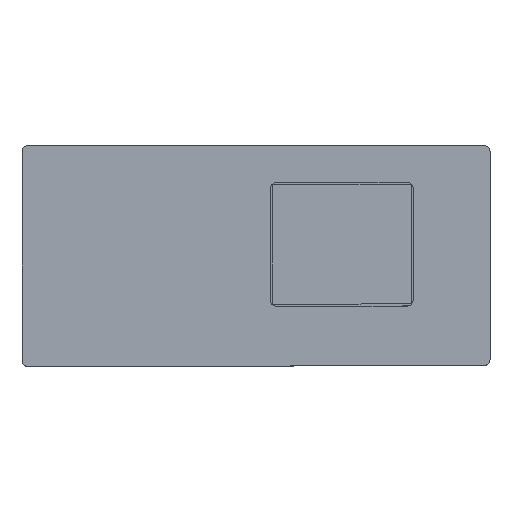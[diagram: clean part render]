
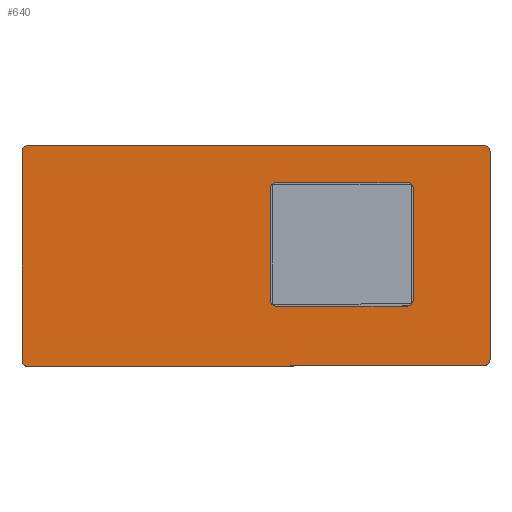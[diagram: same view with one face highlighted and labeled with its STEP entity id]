
A CAD part, top view. The second image highlights one B-rep face of the part: STEP entity #640.
In plain terms, the highlighted planar face has unit normal (0, 0, 1).
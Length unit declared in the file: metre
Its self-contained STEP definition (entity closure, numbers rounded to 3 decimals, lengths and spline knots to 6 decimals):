
#24=CIRCLE('',#691,0.003);
#25=CIRCLE('',#692,0.003);
#26=CIRCLE('',#693,0.003);
#27=CIRCLE('',#694,0.003);
#28=CIRCLE('',#695,0.003);
#29=CIRCLE('',#696,0.003);
#30=CIRCLE('',#697,0.003);
#31=CIRCLE('',#698,0.003);
#40=ORIENTED_EDGE('',*,*,#228,.F.);
#41=ORIENTED_EDGE('',*,*,#229,.T.);
#42=ORIENTED_EDGE('',*,*,#230,.F.);
#43=ORIENTED_EDGE('',*,*,#231,.T.);
#44=ORIENTED_EDGE('',*,*,#232,.F.);
#45=ORIENTED_EDGE('',*,*,#233,.T.);
#46=ORIENTED_EDGE('',*,*,#234,.F.);
#47=ORIENTED_EDGE('',*,*,#235,.T.);
#48=ORIENTED_EDGE('',*,*,#236,.T.);
#49=ORIENTED_EDGE('',*,*,#237,.T.);
#50=ORIENTED_EDGE('',*,*,#238,.T.);
#51=ORIENTED_EDGE('',*,*,#239,.T.);
#52=ORIENTED_EDGE('',*,*,#240,.T.);
#53=ORIENTED_EDGE('',*,*,#241,.T.);
#54=ORIENTED_EDGE('',*,*,#242,.T.);
#55=ORIENTED_EDGE('',*,*,#243,.T.);
#228=EDGE_CURVE('',#322,#323,#383,.T.);
#229=EDGE_CURVE('',#322,#324,#24,.T.);
#230=EDGE_CURVE('',#325,#324,#384,.T.);
#231=EDGE_CURVE('',#325,#326,#25,.T.);
#232=EDGE_CURVE('',#327,#326,#385,.T.);
#233=EDGE_CURVE('',#327,#328,#26,.T.);
#234=EDGE_CURVE('',#329,#328,#386,.T.);
#235=EDGE_CURVE('',#329,#323,#27,.T.);
#236=EDGE_CURVE('',#330,#331,#387,.T.);
#237=EDGE_CURVE('',#331,#332,#28,.F.);
#238=EDGE_CURVE('',#332,#333,#388,.T.);
#239=EDGE_CURVE('',#333,#334,#29,.F.);
#240=EDGE_CURVE('',#334,#335,#389,.T.);
#241=EDGE_CURVE('',#335,#336,#30,.F.);
#242=EDGE_CURVE('',#336,#337,#390,.T.);
#243=EDGE_CURVE('',#337,#330,#31,.F.);
#322=VERTEX_POINT('',#930);
#323=VERTEX_POINT('',#931);
#324=VERTEX_POINT('',#933);
#325=VERTEX_POINT('',#935);
#326=VERTEX_POINT('',#937);
#327=VERTEX_POINT('',#939);
#328=VERTEX_POINT('',#941);
#329=VERTEX_POINT('',#943);
#330=VERTEX_POINT('',#946);
#331=VERTEX_POINT('',#947);
#332=VERTEX_POINT('',#949);
#333=VERTEX_POINT('',#951);
#334=VERTEX_POINT('',#953);
#335=VERTEX_POINT('',#955);
#336=VERTEX_POINT('',#957);
#337=VERTEX_POINT('',#959);
#383=LINE('',#929,#459);
#384=LINE('',#934,#460);
#385=LINE('',#938,#461);
#386=LINE('',#942,#462);
#387=LINE('',#945,#463);
#388=LINE('',#950,#464);
#389=LINE('',#954,#465);
#390=LINE('',#958,#466);
#459=VECTOR('',#747,1.);
#460=VECTOR('',#750,1.);
#461=VECTOR('',#753,1.);
#462=VECTOR('',#756,1.);
#463=VECTOR('',#759,1.);
#464=VECTOR('',#762,1.);
#465=VECTOR('',#765,1.);
#466=VECTOR('',#768,1.);
#535=EDGE_LOOP('',(#40,#41,#42,#43,#44,#45,#46,#47));
#536=EDGE_LOOP('',(#48,#49,#50,#51,#52,#53,#54,#55));
#574=FACE_BOUND('',#535,.T.);
#575=FACE_BOUND('',#536,.T.);
#613=PLANE('',#690);
#640=ADVANCED_FACE('',(#574,#575),#613,.T.);
#690=AXIS2_PLACEMENT_3D('',#928,#745,#746);
#691=AXIS2_PLACEMENT_3D('',#932,#748,#749);
#692=AXIS2_PLACEMENT_3D('',#936,#751,#752);
#693=AXIS2_PLACEMENT_3D('',#940,#754,#755);
#694=AXIS2_PLACEMENT_3D('',#944,#757,#758);
#695=AXIS2_PLACEMENT_3D('',#948,#760,#761);
#696=AXIS2_PLACEMENT_3D('',#952,#763,#764);
#697=AXIS2_PLACEMENT_3D('',#956,#766,#767);
#698=AXIS2_PLACEMENT_3D('',#960,#769,#770);
#745=DIRECTION('',(0.,0.,1.));
#746=DIRECTION('',(1.,0.,0.));
#747=DIRECTION('',(-1.,-0.002,0.));
#748=DIRECTION('',(0.,0.,1.));
#749=DIRECTION('',(1.,0.,0.));
#750=DIRECTION('',(0.,-1.,0.));
#751=DIRECTION('',(0.,0.,1.));
#752=DIRECTION('',(1.,0.,0.));
#753=DIRECTION('',(1.,0.,0.));
#754=DIRECTION('',(0.,0.,1.));
#755=DIRECTION('',(1.,0.,0.));
#756=DIRECTION('',(0.,1.,0.));
#757=DIRECTION('',(0.,0.,1.));
#758=DIRECTION('',(1.,0.,0.));
#759=DIRECTION('',(0.,-1.,0.));
#760=DIRECTION('',(0.,0.,1.));
#761=DIRECTION('',(1.,0.,0.));
#762=DIRECTION('',(-1.,-0.002,0.));
#763=DIRECTION('',(0.,0.,1.));
#764=DIRECTION('',(1.,0.,0.));
#765=DIRECTION('',(0.,1.,0.));
#766=DIRECTION('',(0.,0.,1.));
#767=DIRECTION('',(1.,0.,0.));
#768=DIRECTION('',(1.,0.,0.));
#769=DIRECTION('',(0.,0.,1.));
#770=DIRECTION('',(1.,0.,0.));
#928=CARTESIAN_POINT('',(-0.005509,0.029808,0.012));
#929=CARTESIAN_POINT('',(-0.005509,-0.023035,0.012));
#930=CARTESIAN_POINT('',(0.103813,-0.022814,0.012));
#931=CARTESIAN_POINT('',(-0.11482,-0.023255,0.012));
#932=CARTESIAN_POINT('',(0.103807,-0.019814,0.012));
#933=CARTESIAN_POINT('',(0.106807,-0.019814,0.012));
#934=CARTESIAN_POINT('',(0.106807,0.030034,0.012));
#935=CARTESIAN_POINT('',(0.106807,0.079876,0.012));
#936=CARTESIAN_POINT('',(0.103807,0.079876,0.012));
#937=CARTESIAN_POINT('',(0.103807,0.082876,0.012));
#938=CARTESIAN_POINT('',(-0.005509,0.082876,0.012));
#939=CARTESIAN_POINT('',(-0.114826,0.082876,0.012));
#940=CARTESIAN_POINT('',(-0.114826,0.079876,0.012));
#941=CARTESIAN_POINT('',(-0.117826,0.079876,0.012));
#942=CARTESIAN_POINT('',(-0.117826,0.029808,0.012));
#943=CARTESIAN_POINT('',(-0.117826,-0.020255,0.012));
#944=CARTESIAN_POINT('',(-0.114826,-0.020255,0.012));
#945=CARTESIAN_POINT('',(0.069998,0.035416,0.012));
#946=CARTESIAN_POINT('',(0.069998,0.062033,0.012));
#947=CARTESIAN_POINT('',(0.069998,0.008796,0.012));
#948=CARTESIAN_POINT('',(0.066998,0.008796,0.012));
#949=CARTESIAN_POINT('',(0.067004,0.005796,0.012));
#950=CARTESIAN_POINT('',(0.035734,0.005733,0.012));
#951=CARTESIAN_POINT('',(0.004472,0.00567,0.012));
#952=CARTESIAN_POINT('',(0.004466,0.00867,0.012));
#953=CARTESIAN_POINT('',(0.001466,0.00867,0.012));
#954=CARTESIAN_POINT('',(0.001466,0.035349,0.012));
#955=CARTESIAN_POINT('',(0.001466,0.062033,0.012));
#956=CARTESIAN_POINT('',(0.004466,0.062033,0.012));
#957=CARTESIAN_POINT('',(0.004466,0.065033,0.012));
#958=CARTESIAN_POINT('',(0.035732,0.065033,0.012));
#959=CARTESIAN_POINT('',(0.066998,0.065033,0.012));
#960=CARTESIAN_POINT('',(0.066998,0.062033,0.012));
